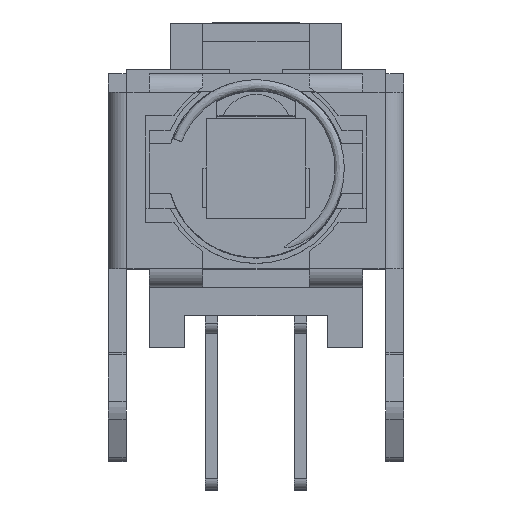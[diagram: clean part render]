
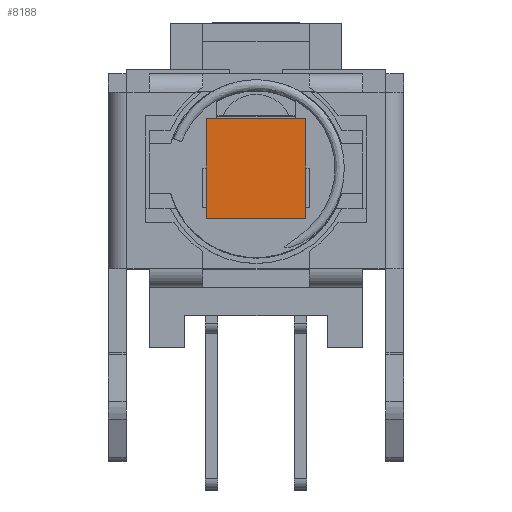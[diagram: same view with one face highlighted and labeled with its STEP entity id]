
A CAD part, top view. The second image highlights one B-rep face of the part: STEP entity #8188.
In plain terms, the highlighted planar face has unit normal (0, 0, 1).
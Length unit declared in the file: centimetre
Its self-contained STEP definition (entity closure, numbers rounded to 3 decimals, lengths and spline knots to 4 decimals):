
#524=FACE_OUTER_BOUND('',#943,.T.);
#943=EDGE_LOOP('',(#6958,#6959,#6960,#6961));
#1896=LINE('',#14310,#2959);
#1899=LINE('',#14315,#2962);
#1901=LINE('',#14319,#2964);
#1902=LINE('',#14321,#2965);
#2959=VECTOR('',#10410,1.);
#2962=VECTOR('',#10415,1.);
#2964=VECTOR('',#10419,1.);
#2965=VECTOR('',#10422,1.);
#3790=VERTEX_POINT('',#14307);
#3791=VERTEX_POINT('',#14309);
#3792=VERTEX_POINT('',#14313);
#3793=VERTEX_POINT('',#14317);
#4884=EDGE_CURVE('',#3791,#3790,#1896,.T.);
#4887=EDGE_CURVE('',#3790,#3792,#1899,.T.);
#4889=EDGE_CURVE('',#3792,#3793,#1901,.T.);
#4890=EDGE_CURVE('',#3793,#3791,#1902,.T.);
#6958=ORIENTED_EDGE('',*,*,#4890,.T.);
#6959=ORIENTED_EDGE('',*,*,#4884,.T.);
#6960=ORIENTED_EDGE('',*,*,#4887,.T.);
#6961=ORIENTED_EDGE('',*,*,#4889,.T.);
#7797=PLANE('',#8681);
#8188=ADVANCED_FACE('',(#524),#7797,.T.);
#8681=AXIS2_PLACEMENT_3D('',#14323,#10425,#10426);
#10410=DIRECTION('',(0.,1.,0.));
#10415=DIRECTION('',(-1.,0.,0.));
#10419=DIRECTION('',(0.,-1.,0.));
#10422=DIRECTION('',(1.,0.,0.));
#10425=DIRECTION('center_axis',(0.,0.,
1.));
#10426=DIRECTION('ref_axis',(1.,0.,0.));
#14307=CARTESIAN_POINT('',(0.14,0.14,1.085));
#14309=CARTESIAN_POINT('',(0.14,-0.14,1.085));
#14310=CARTESIAN_POINT('',(0.14,-0.14,1.085));
#14313=CARTESIAN_POINT('',(-0.14,0.14,1.085));
#14315=CARTESIAN_POINT('',(0.14,0.14,1.085));
#14317=CARTESIAN_POINT('',(-0.14,-0.14,1.085));
#14319=CARTESIAN_POINT('',(-0.14,0.14,1.085));
#14321=CARTESIAN_POINT('',(-0.14,-0.14,1.085));
#14323=CARTESIAN_POINT('Origin',(0.,0.,
1.085));
